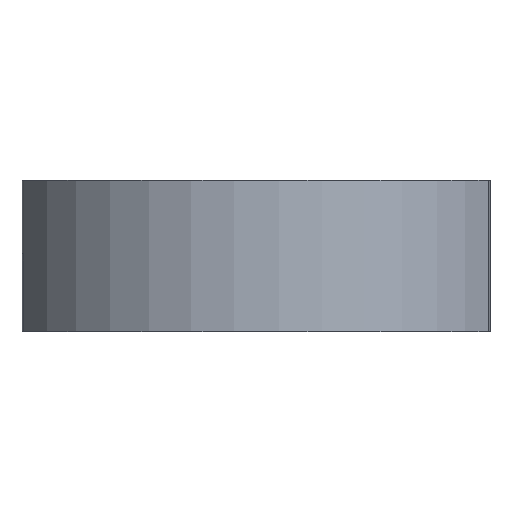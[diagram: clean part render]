
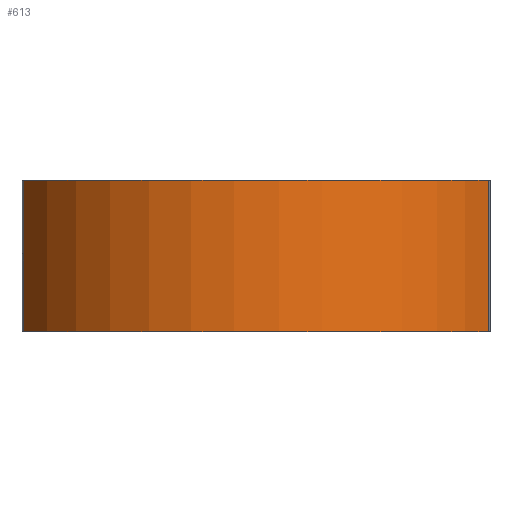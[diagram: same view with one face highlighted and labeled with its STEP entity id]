
A CAD part, front view. The second image highlights one B-rep face of the part: STEP entity #613.
In plain terms, the highlighted cylindrical face has radius 25 mm (diameter 50 mm), a partial arc.
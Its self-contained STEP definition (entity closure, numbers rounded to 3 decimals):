
#34=CYLINDRICAL_SURFACE('',#672,25.);
#69=FACE_OUTER_BOUND('',#104,.T.);
#104=EDGE_LOOP('',(#531,#532,#533,#534,#535,#536));
#152=LINE('',#1077,#205);
#157=LINE('',#1088,#210);
#161=LINE('',#1100,#214);
#205=VECTOR('',#810,10.);
#210=VECTOR('',#819,10.);
#214=VECTOR('',#831,10.);
#226=CIRCLE('',#632,25.);
#236=CIRCLE('',#669,25.);
#239=CIRCLE('',#673,25.);
#261=VERTEX_POINT('',#897);
#262=VERTEX_POINT('',#899);
#289=VERTEX_POINT('',#1075);
#293=VERTEX_POINT('',#1087);
#296=VERTEX_POINT('',#1097);
#297=VERTEX_POINT('',#1099);
#317=EDGE_CURVE('',#262,#261,#226,.T.);
#368=EDGE_CURVE('',#289,#261,#152,.T.);
#373=EDGE_CURVE('',#262,#293,#157,.T.);
#378=EDGE_CURVE('',#293,#296,#236,.T.);
#379=EDGE_CURVE('',#296,#297,#161,.T.);
#382=EDGE_CURVE('',#297,#289,#239,.T.);
#531=ORIENTED_EDGE('',*,*,#317,.T.);
#532=ORIENTED_EDGE('',*,*,#368,.F.);
#533=ORIENTED_EDGE('',*,*,#382,.F.);
#534=ORIENTED_EDGE('',*,*,#379,.F.);
#535=ORIENTED_EDGE('',*,*,#378,.F.);
#536=ORIENTED_EDGE('',*,*,#373,.F.);
#613=ADVANCED_FACE('',(#69),#34,.T.);
#632=AXIS2_PLACEMENT_3D('',#900,#714,#715);
#669=AXIS2_PLACEMENT_3D('',#1098,#829,#830);
#672=AXIS2_PLACEMENT_3D('',#1103,#836,#837);
#673=AXIS2_PLACEMENT_3D('',#1104,#838,#839);
#714=DIRECTION('center_axis',(0.,0.,1.));
#715=DIRECTION('ref_axis',(1.,0.,0.));
#810=DIRECTION('',(0.,0.,-1.));
#819=DIRECTION('',(0.,0.,1.));
#829=DIRECTION('center_axis',(0.,0.,1.));
#830=DIRECTION('ref_axis',(1.,0.,0.));
#831=DIRECTION('',(0.,0.,1.));
#836=DIRECTION('center_axis',(0.,0.,1.));
#837=DIRECTION('ref_axis',(1.,0.,0.));
#838=DIRECTION('center_axis',(0.,0.,1.));
#839=DIRECTION('ref_axis',(1.,0.,0.));
#897=CARTESIAN_POINT('',(22.406,-11.09,1.5));
#899=CARTESIAN_POINT('',(-22.325,-11.25,1.5));
#900=CARTESIAN_POINT('Origin',(0.,0.,1.5));
#1075=CARTESIAN_POINT('',(22.406,-11.09,16.1));
#1077=CARTESIAN_POINT('',(22.406,-11.09,0.));
#1087=CARTESIAN_POINT('',(-22.325,-11.25,9.));
#1088=CARTESIAN_POINT('',(-22.325,-11.25,0.));
#1097=CARTESIAN_POINT('',(-22.325,-11.25,9.));
#1098=CARTESIAN_POINT('Origin',(0.,0.,9.));
#1099=CARTESIAN_POINT('',(-22.325,-11.25,16.1));
#1100=CARTESIAN_POINT('',(-22.325,-11.25,0.));
#1103=CARTESIAN_POINT('Origin',(0.,0.,0.));
#1104=CARTESIAN_POINT('Origin',(0.,0.,16.1));
